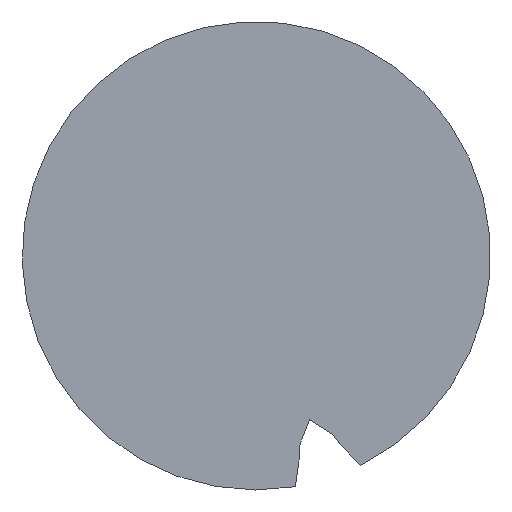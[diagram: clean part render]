
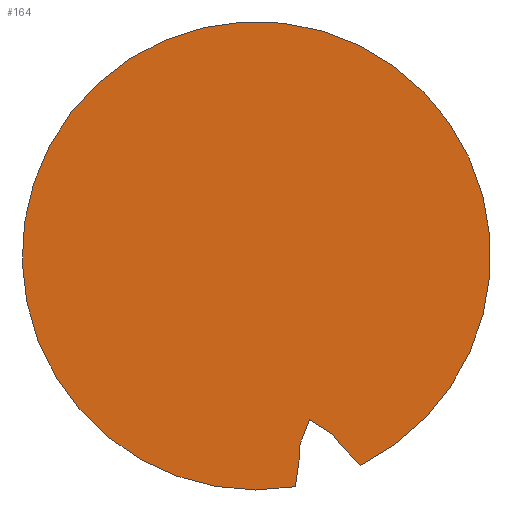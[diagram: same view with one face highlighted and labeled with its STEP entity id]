
A CAD part, front view. The second image highlights one B-rep face of the part: STEP entity #164.
In plain terms, the highlighted planar face has unit normal (0, -1, 0).
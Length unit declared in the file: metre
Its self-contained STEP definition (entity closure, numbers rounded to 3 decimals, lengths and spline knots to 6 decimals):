
#19=PLANE('',#188);
#22=LINE('',#243,#41);
#25=LINE('',#249,#44);
#28=LINE('',#255,#47);
#31=LINE('',#261,#50);
#34=LINE('',#267,#53);
#37=LINE('',#273,#56);
#41=VECTOR('',#201,1.);
#44=VECTOR('',#206,1.);
#47=VECTOR('',#211,1.);
#50=VECTOR('',#216,1.);
#53=VECTOR('',#221,1.);
#56=VECTOR('',#226,1.);
#93=ORIENTED_EDGE('',*,*,#100,.F.);
#94=ORIENTED_EDGE('',*,*,#119,.T.);
#95=ORIENTED_EDGE('',*,*,#116,.T.);
#96=ORIENTED_EDGE('',*,*,#113,.F.);
#97=ORIENTED_EDGE('',*,*,#110,.F.);
#98=ORIENTED_EDGE('',*,*,#107,.F.);
#99=ORIENTED_EDGE('',*,*,#104,.T.);
#100=EDGE_CURVE('',#121,#122,#135,.T.);
#104=EDGE_CURVE('',#125,#122,#22,.T.);
#107=EDGE_CURVE('',#125,#127,#25,.T.);
#110=EDGE_CURVE('',#127,#129,#28,.T.);
#113=EDGE_CURVE('',#129,#131,#31,.T.);
#116=EDGE_CURVE('',#133,#131,#34,.T.);
#119=EDGE_CURVE('',#121,#133,#37,.T.);
#121=VERTEX_POINT('',#235);
#122=VERTEX_POINT('',#236);
#125=VERTEX_POINT('',#244);
#127=VERTEX_POINT('',#250);
#129=VERTEX_POINT('',#256);
#131=VERTEX_POINT('',#262);
#133=VERTEX_POINT('',#268);
#135=CIRCLE('',#179,0.006375);
#145=EDGE_LOOP('',(#93,#94,#95,#96,#97,#98,#99));
#154=FACE_BOUND('',#145,.T.);
#164=ADVANCED_FACE('',(#154),#19,.F.);
#179=AXIS2_PLACEMENT_3D('',#234,#193,#194);
#188=AXIS2_PLACEMENT_3D('',#276,#230,#231);
#193=DIRECTION('',(0.,1.,0.));
#194=DIRECTION('',(1.,0.,0.));
#201=DIRECTION('',(0.695,0.,-0.719));
#206=DIRECTION('',(-0.606,0.,0.796));
#211=DIRECTION('',(-0.841,0.,0.541));
#216=DIRECTION('',(-0.362,0.,-0.932));
#221=DIRECTION('',(0.022,0.,1.));
#226=DIRECTION('',(0.139,0.,0.99));
#230=DIRECTION('',(0.,1.,0.));
#231=DIRECTION('',(1.,0.,0.));
#234=CARTESIAN_POINT('',(0.,0.,0.));
#235=CARTESIAN_POINT('',(0.001062,0.,-0.006286));
#236=CARTESIAN_POINT('',(0.002838,0.,-0.005708));
#243=CARTESIAN_POINT('',(0.002563,0.,-0.005424));
#244=CARTESIAN_POINT('',(0.002288,0.,-0.005139));
#249=CARTESIAN_POINT('',(0.002182,0.,-0.005));
#250=CARTESIAN_POINT('',(0.002076,0.,-0.004861));
#255=CARTESIAN_POINT('',(0.001763,0.,-0.004659));
#256=CARTESIAN_POINT('',(0.001449,0.,-0.004458));
#261=CARTESIAN_POINT('',(0.001314,0.,-0.004805));
#262=CARTESIAN_POINT('',(0.001179,0.,-0.005153));
#267=CARTESIAN_POINT('',(0.001175,0.,-0.005327));
#268=CARTESIAN_POINT('',(0.001172,0.,-0.005502));
#273=CARTESIAN_POINT('',(0.001117,0.,-0.005894));
#276=CARTESIAN_POINT('',(0.,0.,-0.021972));
